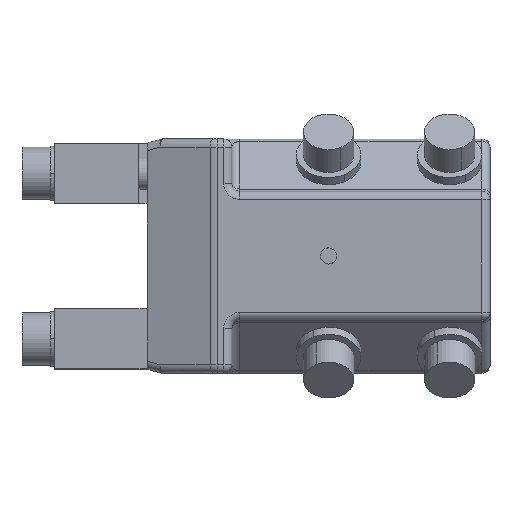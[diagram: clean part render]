
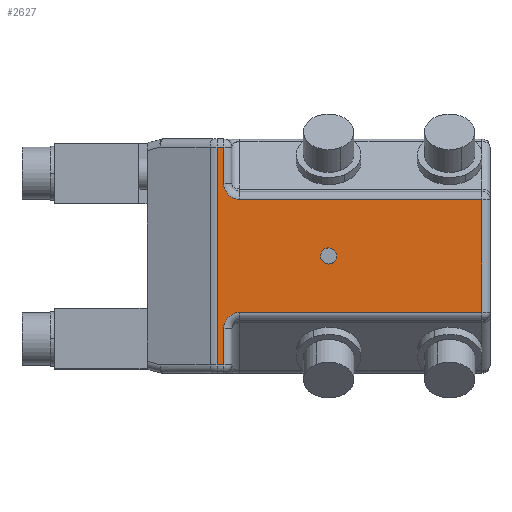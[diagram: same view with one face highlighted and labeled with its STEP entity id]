
A CAD part, top view. The second image highlights one B-rep face of the part: STEP entity #2627.
In plain terms, the highlighted planar face has unit normal (0, 0, 1).
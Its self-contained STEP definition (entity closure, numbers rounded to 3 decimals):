
#1023=CARTESIAN_POINT('Vertex',(38.,14.,35.)) ;
#1026=CARTESIAN_POINT('Line Origine',(38.,0.,35.)) ;
#1030=CARTESIAN_POINT('Vertex',(38.,-14.,35.)) ;
#2507=CARTESIAN_POINT('Axis2P3D Location',(0.,0.,35.)) ;
#2512=CARTESIAN_POINT('Line Origine',(-26.817,-27.,35.)) ;
#2516=CARTESIAN_POINT('Vertex',(-27.634,-27.,35.)) ;
#2518=CARTESIAN_POINT('Vertex',(-26.,-27.,35.)) ;
#2521=CARTESIAN_POINT('Line Origine',(-26.,-22.5,35.)) ;
#2525=CARTESIAN_POINT('Vertex',(-26.,-18.,35.)) ;
#2529=CARTESIAN_POINT('Control Point',(-26.,-18.,35.)) ;
#2530=CARTESIAN_POINT('Control Point',(-26.,-17.685,35.)) ;
#2531=CARTESIAN_POINT('Control Point',(-25.969,-17.371,35.)) ;
#2532=CARTESIAN_POINT('Control Point',(-25.907,-17.06,35.)) ;
#2533=CARTESIAN_POINT('Control Point',(-25.705,-16.395,35.)) ;
#2534=CARTESIAN_POINT('Control Point',(-25.364,-15.787,35.)) ;
#2535=CARTESIAN_POINT('Control Point',(-25.14,-15.479,35.)) ;
#2536=CARTESIAN_POINT('Control Point',(-24.623,-14.921,35.)) ;
#2537=CARTESIAN_POINT('Control Point',(-23.991,-14.5,35.)) ;
#2538=CARTESIAN_POINT('Control Point',(-23.651,-14.327,35.)) ;
#2539=CARTESIAN_POINT('Control Point',(-23.118,-14.132,35.)) ;
#2540=CARTESIAN_POINT('Control Point',(-22.561,-14.033,35.)) ;
#2541=CARTESIAN_POINT('Control Point',(-22.374,-14.011,35.)) ;
#2542=CARTESIAN_POINT('Control Point',(-22.187,-14.,35.)) ;
#2543=CARTESIAN_POINT('Control Point',(-22.,-14.,35.)) ;
#2544=CARTESIAN_POINT('Vertex',(-22.,-14.,35.)) ;
#2547=CARTESIAN_POINT('Line Origine',(8.,-14.,35.)) ;
#2552=CARTESIAN_POINT('Line Origine',(8.,14.,35.)) ;
#2556=CARTESIAN_POINT('Vertex',(-22.,14.,35.)) ;
#2560=CARTESIAN_POINT('Control Point',(-22.,14.,35.)) ;
#2561=CARTESIAN_POINT('Control Point',(-22.356,14.,35.)) ;
#2562=CARTESIAN_POINT('Control Point',(-22.712,14.04,35.)) ;
#2563=CARTESIAN_POINT('Control Point',(-23.062,14.119,35.)) ;
#2564=CARTESIAN_POINT('Control Point',(-23.74,14.354,35.)) ;
#2565=CARTESIAN_POINT('Control Point',(-24.35,14.733,35.)) ;
#2566=CARTESIAN_POINT('Control Point',(-24.633,14.957,35.)) ;
#2567=CARTESIAN_POINT('Control Point',(-25.145,15.464,35.)) ;
#2568=CARTESIAN_POINT('Control Point',(-25.532,16.071,35.)) ;
#2569=CARTESIAN_POINT('Control Point',(-25.69,16.395,35.)) ;
#2570=CARTESIAN_POINT('Control Point',(-25.874,16.909,35.)) ;
#2571=CARTESIAN_POINT('Control Point',(-25.968,17.445,35.)) ;
#2572=CARTESIAN_POINT('Control Point',(-25.989,17.63,35.)) ;
#2573=CARTESIAN_POINT('Control Point',(-26.,17.815,35.)) ;
#2574=CARTESIAN_POINT('Control Point',(-26.,18.,35.)) ;
#2575=CARTESIAN_POINT('Vertex',(-26.,18.,35.)) ;
#2578=CARTESIAN_POINT('Line Origine',(-26.,22.5,35.)) ;
#2582=CARTESIAN_POINT('Vertex',(-26.,27.,35.)) ;
#2585=CARTESIAN_POINT('Line Origine',(-26.817,27.,35.)) ;
#2589=CARTESIAN_POINT('Vertex',(-27.634,27.,35.)) ;
#2592=CARTESIAN_POINT('Line Origine',(-27.634,0.,35.)) ;
#2609=CARTESIAN_POINT('Axis2P3D Location',(0.,0.,35.)) ;
#2613=CARTESIAN_POINT('Vertex',(1.755,0.959,35.)) ;
#2615=CARTESIAN_POINT('Vertex',(-1.755,-0.959,35.)) ;
#2618=CARTESIAN_POINT('Axis2P3D Location',(0.,0.,35.)) ;
#1027=DIRECTION('Vector Direction',(0.,1.,0.)) ;
#2508=DIRECTION('Axis2P3D Direction',(0.,0.,-1.)) ;
#2509=DIRECTION('Axis2P3D XDirection',(0.,1.,0.)) ;
#2513=DIRECTION('Vector Direction',(1.,0.,0.)) ;
#2522=DIRECTION('Vector Direction',(0.,-1.,0.)) ;
#2548=DIRECTION('Vector Direction',(-1.,0.,0.)) ;
#2553=DIRECTION('Vector Direction',(-1.,0.,0.)) ;
#2579=DIRECTION('Vector Direction',(0.,-1.,0.)) ;
#2586=DIRECTION('Vector Direction',(1.,0.,0.)) ;
#2593=DIRECTION('Vector Direction',(0.,-1.,0.)) ;
#2610=DIRECTION('Axis2P3D Direction',(0.,0.,-1.)) ;
#2619=DIRECTION('Axis2P3D Direction',(0.,0.,-1.)) ;
#2510=AXIS2_PLACEMENT_3D('Plane Axis2P3D',#2507,#2508,#2509) ;
#2611=AXIS2_PLACEMENT_3D('Circle Axis2P3D',#2609,#2610,$) ;
#2620=AXIS2_PLACEMENT_3D('Circle Axis2P3D',#2618,#2619,$) ;
#2598=ORIENTED_EDGE('',*,*,#2520,.T.) ;
#2599=ORIENTED_EDGE('',*,*,#2527,.F.) ;
#2600=ORIENTED_EDGE('',*,*,#2546,.F.) ;
#2601=ORIENTED_EDGE('',*,*,#2551,.F.) ;
#2602=ORIENTED_EDGE('',*,*,#1032,.F.) ;
#2603=ORIENTED_EDGE('',*,*,#2558,.F.) ;
#2604=ORIENTED_EDGE('',*,*,#2577,.F.) ;
#2605=ORIENTED_EDGE('',*,*,#2584,.F.) ;
#2606=ORIENTED_EDGE('',*,*,#2591,.T.) ;
#2607=ORIENTED_EDGE('',*,*,#2596,.T.) ;
#2624=ORIENTED_EDGE('',*,*,#2617,.T.) ;
#2625=ORIENTED_EDGE('',*,*,#2622,.T.) ;
#2626=FACE_BOUND('',#2623,.T.) ;
#1028=VECTOR('Line Direction',#1027,1.) ;
#2514=VECTOR('Line Direction',#2513,1.) ;
#2523=VECTOR('Line Direction',#2522,1.) ;
#2549=VECTOR('Line Direction',#2548,1.) ;
#2554=VECTOR('Line Direction',#2553,1.) ;
#2580=VECTOR('Line Direction',#2579,1.) ;
#2587=VECTOR('Line Direction',#2586,1.) ;
#2594=VECTOR('Line Direction',#2593,1.) ;
#2627=ADVANCED_FACE('PartBody',(#2608,#2626),#2511,.F.) ;
#2528=B_SPLINE_CURVE_WITH_KNOTS('',5,(#2529,#2530,#2531,#2532,#2533,#2534,#2535,#2536,#2537,#2538,#2539,#2540,#2541,#2542,#2543),.UNSPECIFIED.,.F.,.U.,(6,3,3,3,6),(10.537,12.297,14.406,16.516,17.562),.UNSPECIFIED.) ;
#2559=B_SPLINE_CURVE_WITH_KNOTS('',5,(#2560,#2561,#2562,#2563,#2564,#2565,#2566,#2567,#2568,#2569,#2570,#2571,#2572,#2573,#2574),.UNSPECIFIED.,.F.,.U.,(6,3,3,3,6),(10.537,12.527,14.527,16.527,17.562),.UNSPECIFIED.) ;
#2612=CIRCLE('generated circle',#2611,2.) ;
#2621=CIRCLE('generated circle',#2620,2.) ;
#1032=EDGE_CURVE('',#1024,#1031,#1029,.F.) ;
#2520=EDGE_CURVE('',#2517,#2519,#2515,.T.) ;
#2527=EDGE_CURVE('',#2526,#2519,#2524,.T.) ;
#2546=EDGE_CURVE('',#2545,#2526,#2528,.F.) ;
#2551=EDGE_CURVE('',#1031,#2545,#2550,.T.) ;
#2558=EDGE_CURVE('',#2557,#1024,#2555,.F.) ;
#2577=EDGE_CURVE('',#2576,#2557,#2559,.F.) ;
#2584=EDGE_CURVE('',#2583,#2576,#2581,.T.) ;
#2591=EDGE_CURVE('',#2583,#2590,#2588,.F.) ;
#2596=EDGE_CURVE('',#2590,#2517,#2595,.T.) ;
#2617=EDGE_CURVE('',#2614,#2616,#2612,.T.) ;
#2622=EDGE_CURVE('',#2616,#2614,#2621,.T.) ;
#2597=EDGE_LOOP('',(#2598,#2599,#2600,#2601,#2602,#2603,#2604,#2605,#2606,#2607)) ;
#2623=EDGE_LOOP('',(#2624,#2625)) ;
#2608=FACE_OUTER_BOUND('',#2597,.T.) ;
#1029=LINE('Line',#1026,#1028) ;
#2515=LINE('Line',#2512,#2514) ;
#2524=LINE('Line',#2521,#2523) ;
#2550=LINE('Line',#2547,#2549) ;
#2555=LINE('Line',#2552,#2554) ;
#2581=LINE('Line',#2578,#2580) ;
#2588=LINE('Line',#2585,#2587) ;
#2595=LINE('Line',#2592,#2594) ;
#2511=PLANE('Plane',#2510) ;
#1024=VERTEX_POINT('',#1023) ;
#1031=VERTEX_POINT('',#1030) ;
#2517=VERTEX_POINT('',#2516) ;
#2519=VERTEX_POINT('',#2518) ;
#2526=VERTEX_POINT('',#2525) ;
#2545=VERTEX_POINT('',#2544) ;
#2557=VERTEX_POINT('',#2556) ;
#2576=VERTEX_POINT('',#2575) ;
#2583=VERTEX_POINT('',#2582) ;
#2590=VERTEX_POINT('',#2589) ;
#2614=VERTEX_POINT('',#2613) ;
#2616=VERTEX_POINT('',#2615) ;
